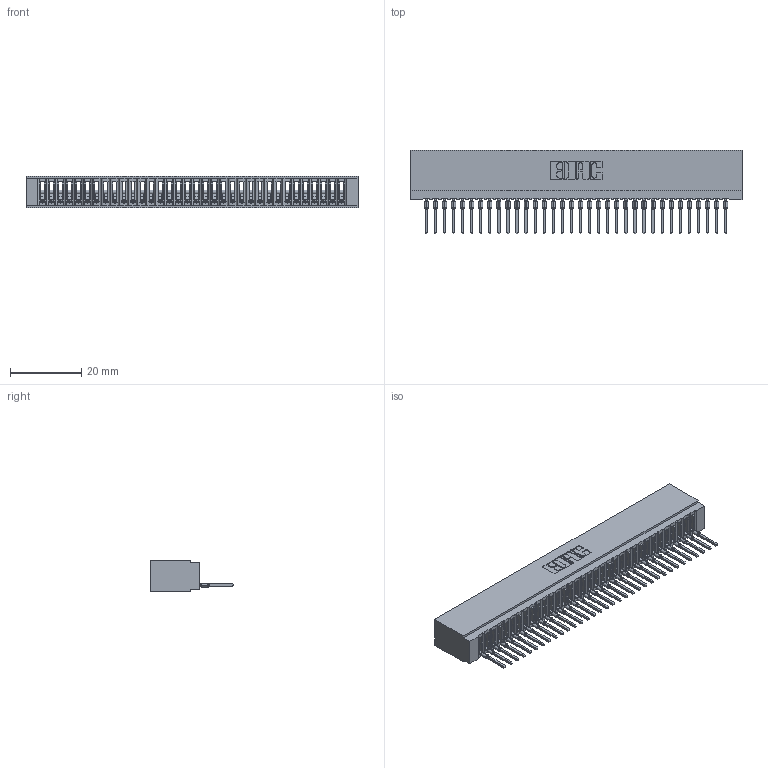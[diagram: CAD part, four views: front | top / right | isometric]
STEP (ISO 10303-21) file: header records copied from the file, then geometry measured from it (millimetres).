
FILE_DESCRIPTION (( 'STEP AP203' ), '1' );
FILE_NAME ('725-034-522-101.STEP', '2026-03-05T22:05:43', ( '' ), ( '' ), 'SwSTEP 2.0', 'SolidWorks 2023', '' );
FILE_SCHEMA (( 'CONFIG_CONTROL_DESIGN' ));
Length unit declared in the file: millimetre
Products named in the file (3): 725-034-522-101; 725 Part_Insulator Option - 01; 745-292-001_522
Assembly tree (35 placements, depth 2):
  725-034-522-101
    725 Part_Insulator Option - 01
    745-292-001_522  x34
Bounding box: 92.96 x 23.51 x 8.89 mm (x, y, z)
Volume: 7115.4 mm3; surface area: 13639 mm2
Topology: 35 solids, 35 shells, 3903 faces, 10726 edges, 6764 vertices
Faces by surface type: plane 2333, cylinder 686, bspline 680, torus 204
Entity records: 57208 total; most frequent: CARTESIAN_POINT 10581, ORIENTED_EDGE 10034, DIRECTION 8707, EDGE_CURVE 5017, VECTOR 4631, LINE 4631, VERTEX_POINT 3200, AXIS2_PLACEMENT_3D 2038
